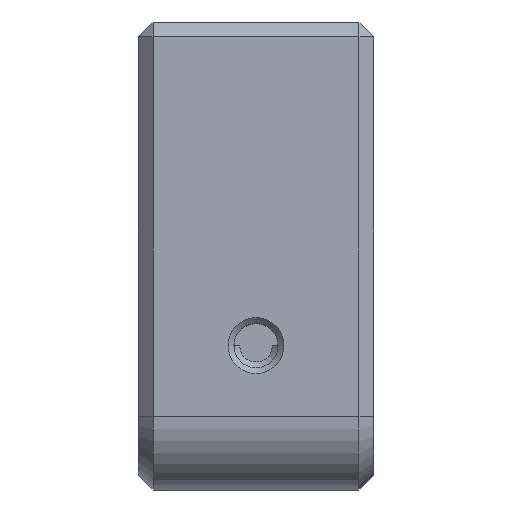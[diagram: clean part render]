
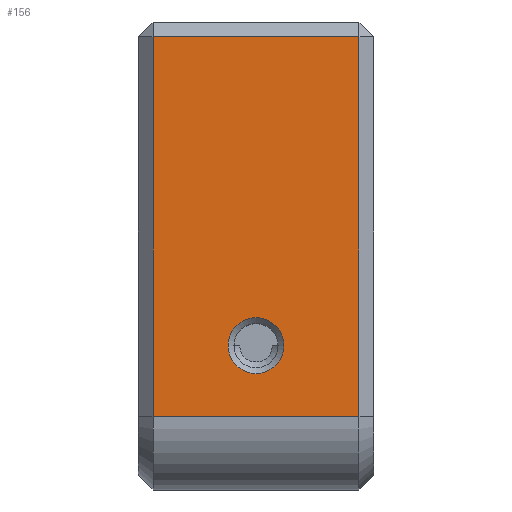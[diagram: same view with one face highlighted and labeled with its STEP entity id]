
A CAD part, top view. The second image highlights one B-rep face of the part: STEP entity #156.
In plain terms, the highlighted planar face has unit normal (0, 0, 1).
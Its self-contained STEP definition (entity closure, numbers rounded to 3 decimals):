
#156=ADVANCED_FACE('',(#378,#379),#199,.F.);
#199=PLANE('',#805);
#254=LINE('',#1132,#328);
#255=LINE('',#1135,#329);
#256=LINE('',#1137,#330);
#257=LINE('',#1139,#331);
#328=VECTOR('',#910,1.);
#329=VECTOR('',#911,1.);
#330=VECTOR('',#912,1.);
#331=VECTOR('',#913,1.);
#378=FACE_BOUND('',#398,.T.);
#379=FACE_BOUND('',#399,.T.);
#398=EDGE_LOOP('',(#478));
#399=EDGE_LOOP('',(#479,#480,#481,#482));
#478=ORIENTED_EDGE('',*,*,#718,.T.);
#479=ORIENTED_EDGE('',*,*,#719,.T.);
#480=ORIENTED_EDGE('',*,*,#720,.T.);
#481=ORIENTED_EDGE('',*,*,#721,.T.);
#482=ORIENTED_EDGE('',*,*,#722,.T.);
#662=VERTEX_POINT('',#1131);
#663=VERTEX_POINT('',#1133);
#664=VERTEX_POINT('',#1134);
#665=VERTEX_POINT('',#1136);
#666=VERTEX_POINT('',#1138);
#718=EDGE_CURVE('',#662,#662,#780,.T.);
#719=EDGE_CURVE('',#663,#664,#254,.T.);
#720=EDGE_CURVE('',#664,#665,#255,.T.);
#721=EDGE_CURVE('',#665,#666,#256,.T.);
#722=EDGE_CURVE('',#666,#663,#257,.T.);
#780=CIRCLE('',#804,0.95);
#804=AXIS2_PLACEMENT_3D('',#1130,#908,#909);
#805=AXIS2_PLACEMENT_3D('',#1140,#914,#915);
#908=DIRECTION('',(0.,0.,-1.));
#909=DIRECTION('',(-1.,0.,0.));
#910=DIRECTION('',(1.,0.,0.));
#911=DIRECTION('',(0.,1.,0.));
#912=DIRECTION('',(-1.,0.,0.));
#913=DIRECTION('',(0.,-1.,0.));
#914=DIRECTION('',(0.,0.,-1.));
#915=DIRECTION('',(1.,0.,0.));
#1130=CARTESIAN_POINT('',(0.,4.9,3.15));
#1131=CARTESIAN_POINT('',(-0.95,4.9,3.15));
#1132=CARTESIAN_POINT('',(-4.,2.5,3.15));
#1133=CARTESIAN_POINT('',(-3.5,2.5,3.15));
#1134=CARTESIAN_POINT('',(3.5,2.5,3.15));
#1135=CARTESIAN_POINT('',(3.5,15.9,3.15));
#1136=CARTESIAN_POINT('',(3.5,15.4,3.15));
#1137=CARTESIAN_POINT('',(-4.,15.4,3.15));
#1138=CARTESIAN_POINT('',(-3.5,15.4,3.15));
#1139=CARTESIAN_POINT('',(-3.5,15.9,3.15));
#1140=CARTESIAN_POINT('',(-4.,15.9,3.15));
